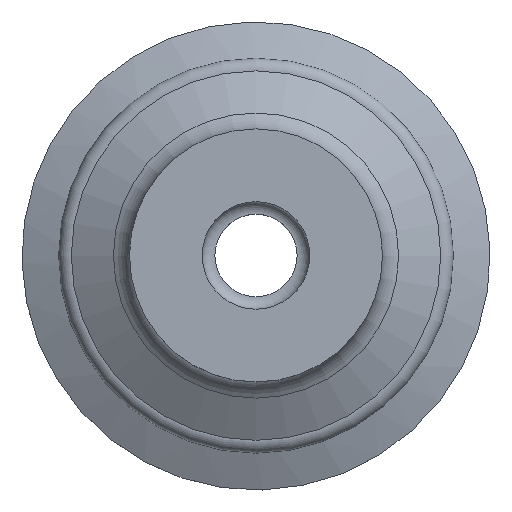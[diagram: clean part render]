
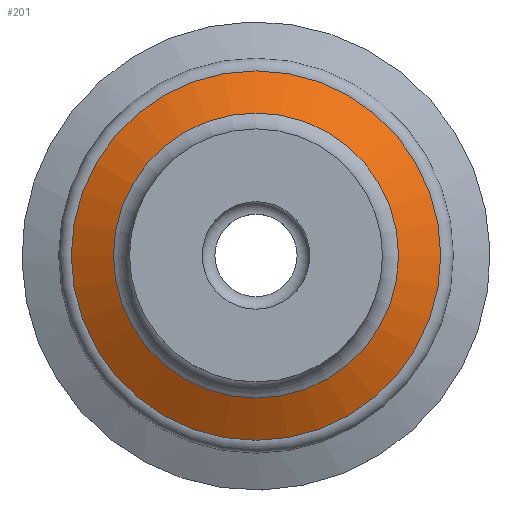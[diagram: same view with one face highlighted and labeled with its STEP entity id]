
A CAD part, top view. The second image highlights one B-rep face of the part: STEP entity #201.
In plain terms, the highlighted conical face has half-angle 60.444 degrees and reference radius 10 mm.
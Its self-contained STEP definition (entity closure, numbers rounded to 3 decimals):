
#201 = ADVANCED_FACE( '', ( #463, #464 ), #465, .T. );
#463 = FACE_OUTER_BOUND( '', #805, .T. );
#464 = FACE_BOUND( '', #806, .T. );
#465 = CONICAL_SURFACE( '', #807, 10., 1.055 );
#805 = EDGE_LOOP( '', ( #1247 ) );
#806 = EDGE_LOOP( '', ( #1248 ) );
#807 = AXIS2_PLACEMENT_3D( '', #1249, #1250, #1251 );
#1247 = ORIENTED_EDGE( '', *, *, #1954, .F. );
#1248 = ORIENTED_EDGE( '', *, *, #1955, .T. );
#1249 = CARTESIAN_POINT( '', ( 0., 0., 15.835 ) );
#1250 = DIRECTION( '', ( 0., 0., -1. ) );
#1251 = DIRECTION( '', ( -1., 0., 0. ) );
#1954 = EDGE_CURVE( '', #2338, #2338, #2339, .T. );
#1955 = EDGE_CURVE( '', #2340, #2340, #2341, .T. );
#2338 = VERTEX_POINT( '', #3152 );
#2339 = CIRCLE( '', #3153, 14.6 );
#2340 = VERTEX_POINT( '', #3154 );
#2341 = CIRCLE( '', #3155, 11.267 );
#3152 = CARTESIAN_POINT( '', ( -14.6, 0., 13.226 ) );
#3153 = AXIS2_PLACEMENT_3D( '', #3668, #3669, #3670 );
#3154 = CARTESIAN_POINT( '', ( -11.267, 0., 15.117 ) );
#3155 = AXIS2_PLACEMENT_3D( '', #3671, #3672, #3673 );
#3668 = CARTESIAN_POINT( '', ( 0., 0., 13.226 ) );
#3669 = DIRECTION( '', ( 0., 0., -1. ) );
#3670 = DIRECTION( '', ( -1., 0., 0. ) );
#3671 = CARTESIAN_POINT( '', ( 0., 0., 15.117 ) );
#3672 = DIRECTION( '', ( 0., 0., -1. ) );
#3673 = DIRECTION( '', ( -1., 0., 0. ) );
